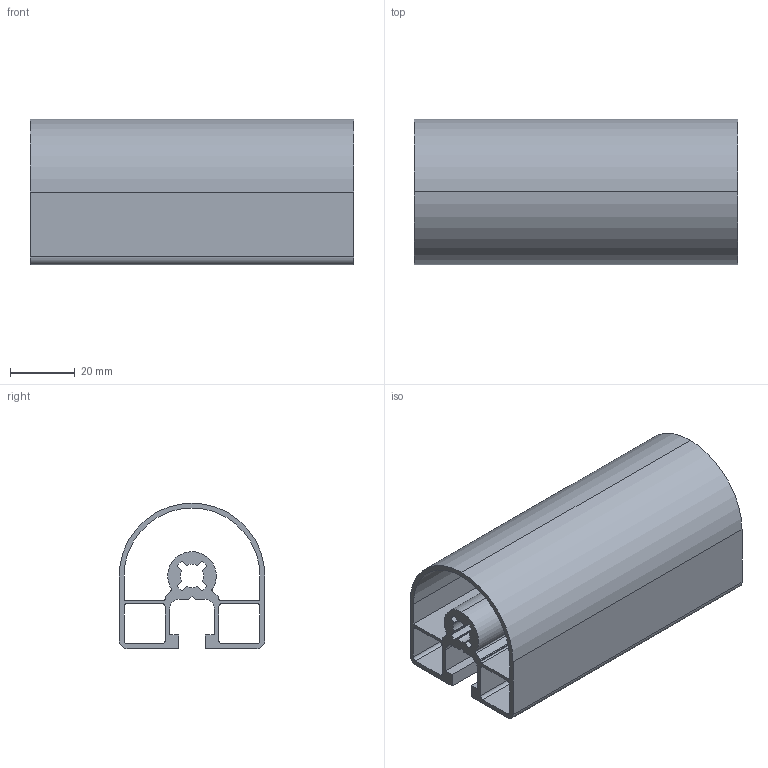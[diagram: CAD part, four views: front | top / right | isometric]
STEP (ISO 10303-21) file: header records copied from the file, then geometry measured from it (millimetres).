
FILE_DESCRIPTION (( 'STEP AP214' ), '1' );
FILE_NAME ('084.101.037.STEP', '2020-07-23T07:26:19', ( '' ), ( '' ), 'SwSTEP 2.0', 'SolidWorks 2018', '' );
FILE_SCHEMA (( 'AUTOMOTIVE_DESIGN' ));
Length unit declared in the file: millimetre
Products named in the file (1): 084.101.037
Bounding box: 100 x 45 x 45 mm (x, y, z)
Volume: 43638.8 mm3; surface area: 48759.3 mm2
Topology: 1 solids, 1 shells, 93 faces, 273 edges, 182 vertices
Faces by surface type: cylinder 53, plane 40
Entity records: 3183 total; most frequent: DIRECTION 567, CARTESIAN_POINT 549, ORIENTED_EDGE 546, EDGE_CURVE 273, AXIS2_PLACEMENT_3D 200, VERTEX_POINT 182, LINE 167, VECTOR 167
